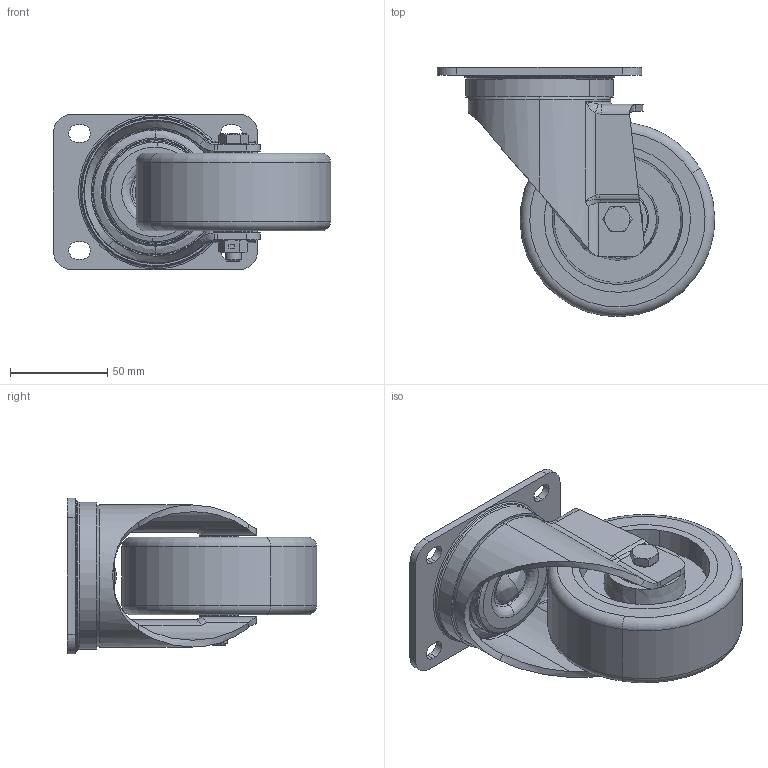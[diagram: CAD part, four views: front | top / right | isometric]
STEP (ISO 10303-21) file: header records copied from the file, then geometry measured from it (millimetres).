
FILE_DESCRIPTION (( 'STEP AP214' ), '1' );
FILE_NAME ('0020250_L-IM-EGA-100-K-3.STEP', '2017-05-16T09:49:09', ( '' ), ( '' ), 'SwSTEP 2.0', 'SolidWorks 2016', '' );
FILE_SCHEMA (( 'AUTOMOTIVE_DESIGN' ));
Length unit declared in the file: millimetre
Products named in the file (1): 0020250_L-IM-EGA-100-K-3
Bounding box: 142.48 x 127.98 x 80 mm (x, y, z)
Surface area: 115395 mm2 (no closed solid volume)
Topology: 0 solids, 23 shells, 569 faces, 1525 edges, 989 vertices
Faces by surface type: plane 276, cylinder 140, cone 70, bspline 69, torus 14
Entity records: 27717 total; most frequent: CARTESIAN_POINT 7509, DIRECTION 2888, ORIENTED_EDGE 2727, EDGE_CURVE 1517, AXIS2_PLACEMENT_3D 996, VERTEX_POINT 989, VECTOR 896, LINE 896
